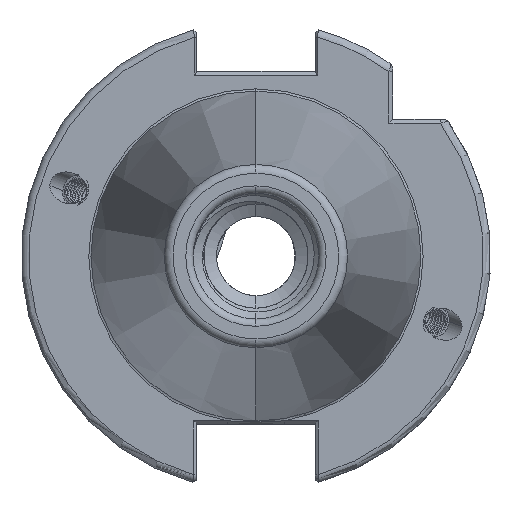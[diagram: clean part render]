
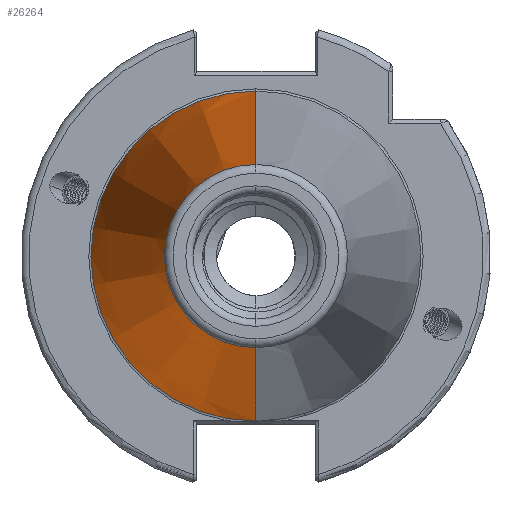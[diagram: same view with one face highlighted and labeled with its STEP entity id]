
A CAD part, left-side view. The second image highlights one B-rep face of the part: STEP entity #26264.
In plain terms, the highlighted conical face has half-angle 8.297 degrees and reference radius 22.692 mm.
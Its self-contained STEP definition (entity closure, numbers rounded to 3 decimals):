
#1058 = CIRCLE ( 'NONE', #4061, 12.4 ) ;
#1766 = VECTOR ( 'NONE', #18933, 1000. ) ;
#1786 = CIRCLE ( 'NONE', #4010, 22.327 ) ;
#1796 = VECTOR ( 'NONE', #18988, 1000. ) ;
#1797 = LINE ( 'NONE', #18913, #1766 ) ;
#1809 = LINE ( 'NONE', #18977, #1796 ) ;
#4010 = AXIS2_PLACEMENT_3D ( 'NONE', #19081, #19034, #19044 ) ;
#4061 = AXIS2_PLACEMENT_3D ( 'NONE', #8890, #8871, #8901 ) ;
#4280 = FACE_OUTER_BOUND ( 'NONE', #28116, .T. ) ;
#4307 = CONICAL_SURFACE ( 'NONE', #17628, 22.692, 0.145 ) ;
#6417 = CARTESIAN_POINT ( 'NONE',  ( -2.5, 0., -22.327 ) ) ;
#6440 = CARTESIAN_POINT ( 'NONE',  ( -2.5, 0., 22.327 ) ) ;
#6972 = CARTESIAN_POINT ( 'NONE',  ( -70.573, 0., 12.4 ) ) ;
#7755 = DIRECTION ( 'NONE',  ( 1., 0., 0. ) ) ;
#7804 = CARTESIAN_POINT ( 'NONE',  ( 0., 0., 0. ) ) ;
#7811 = DIRECTION ( 'NONE',  ( 0., 0., -1. ) ) ;
#8871 = DIRECTION ( 'NONE',  ( 1., 0., 0. ) ) ;
#8890 = CARTESIAN_POINT ( 'NONE',  ( -70.573, 0., 0. ) ) ;
#8901 = DIRECTION ( 'NONE',  ( 0., 0., 1. ) ) ;
#17628 = AXIS2_PLACEMENT_3D ( 'NONE', #7804, #7755, #7811 ) ;
#18913 = CARTESIAN_POINT ( 'NONE',  ( 0., 0., 22.692 ) ) ;
#18933 = DIRECTION ( 'NONE',  ( 0.99, 0., 0.144 ) ) ;
#18977 = CARTESIAN_POINT ( 'NONE',  ( 0., 0., -22.692 ) ) ;
#18988 = DIRECTION ( 'NONE',  ( 0.99, 0., -0.144 ) ) ;
#19034 = DIRECTION ( 'NONE',  ( 1., 0., 0. ) ) ;
#19044 = DIRECTION ( 'NONE',  ( 0., 0., -1. ) ) ;
#19081 = CARTESIAN_POINT ( 'NONE',  ( -2.5, 0., 0. ) ) ;
#19735 = VERTEX_POINT ( 'NONE', #24529 ) ;
#22335 = ORIENTED_EDGE ( 'NONE', *, *, #28667, .F. ) ;
#22346 = ORIENTED_EDGE ( 'NONE', *, *, #28655, .F. ) ;
#22368 = ORIENTED_EDGE ( 'NONE', *, *, #28917, .T. ) ;
#22388 = ORIENTED_EDGE ( 'NONE', *, *, #28644, .T. ) ;
#24529 = CARTESIAN_POINT ( 'NONE',  ( -70.573, 0., -12.4 ) ) ;
#26264 = ADVANCED_FACE ( 'NONE', ( #4280 ), #4307, .T. ) ;
#26472 = VERTEX_POINT ( 'NONE', #6972 ) ;
#26577 = VERTEX_POINT ( 'NONE', #6417 ) ;
#26584 = VERTEX_POINT ( 'NONE', #6440 ) ;
#28116 = EDGE_LOOP ( 'NONE', ( #22368, #22388, #22335, #22346 ) ) ;
#28644 = EDGE_CURVE ( 'NONE', #26472, #26584, #1797, .T. ) ;
#28655 = EDGE_CURVE ( 'NONE', #19735, #26577, #1809, .T. ) ;
#28667 = EDGE_CURVE ( 'NONE', #26577, #26584, #1786, .T. ) ;
#28917 = EDGE_CURVE ( 'NONE', #19735, #26472, #1058, .T. ) ;
